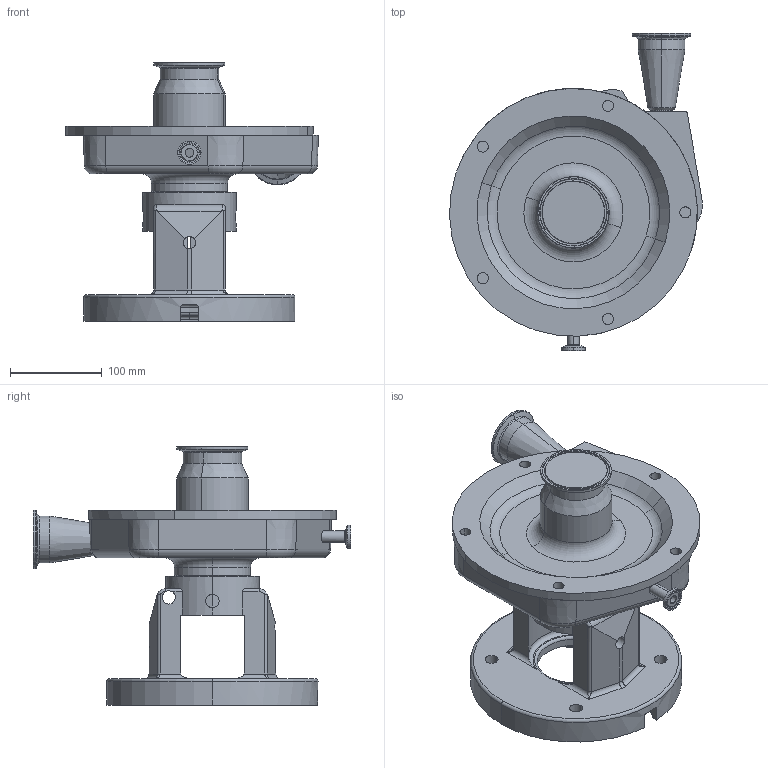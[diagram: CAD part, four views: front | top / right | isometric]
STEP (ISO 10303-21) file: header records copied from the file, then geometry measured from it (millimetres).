
FILE_DESCRIPTION (( 'STEP AP214' ), '1' );
FILE_NAME ('FPX 741-742 180TC VERT 1-2 In STRAIGHT DRAIN.STEP', '2022-12-16T17:50:27', ( '' ), ( '' ), 'SwSTEP 2.0', 'SolidWorks 2021', '' );
FILE_SCHEMA (( 'AUTOMOTIVE_DESIGN' ));
Length unit declared in the file: millimetre
Products named in the file (2): FPX 740 180TC VERT 1-2 In STRAIGHT DRAIN^1275000080.STEP; FPX 741-742 180TC VERT 1-2 In STRAIGHT DRAIN
Assembly tree (1 placements, depth 2):
  FPX 741-742 180TC VERT 1-2 In STRAIGHT DRAIN
    FPX 740 180TC VERT 1-2 In STRAIGHT DRAIN^1275000080.STEP
Bounding box: 275.45 x 345.5 x 281.5 mm (x, y, z)
Volume: 3815576.7 mm3; surface area: 476377.2 mm2
Topology: 1 solids, 2 shells, 386 faces, 930 edges, 547 vertices
Faces by surface type: cylinder 148, torus 104, plane 71, cone 41, bspline 13, sphere 9
Entity records: 18061 total; most frequent: CARTESIAN_POINT 8934, DIRECTION 2064, ORIENTED_EDGE 1840, EDGE_CURVE 920, AXIS2_PLACEMENT_3D 875, VERTEX_POINT 545, CIRCLE 498, EDGE_LOOP 419
